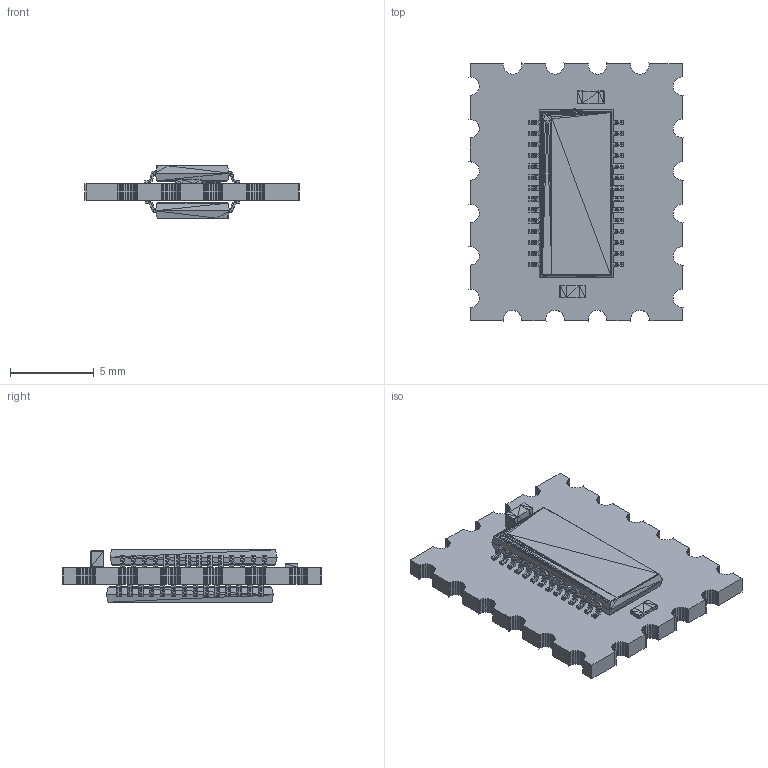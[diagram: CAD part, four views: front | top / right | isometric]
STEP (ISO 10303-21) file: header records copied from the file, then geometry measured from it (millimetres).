
FILE_DESCRIPTION(('for SolidWorks'),'2;1');
FILE_NAME('PCA9685.step','2014-08-23T16:36:26',('chris'),(''), 'Open CASCADE STEP processor 6.6','Diptrace','Unknown');
FILE_SCHEMA(('AUTOMOTIVE_DESIGN { 1 0 10303 214 1 1 1 1 }'));
Length unit declared in the file: millimetre
Products named in the file (5): PCB; Board; cap_0603; res_0603; tssop-28
Assembly tree (5 placements, depth 2):
  PCB
    Board
    cap_0603
    res_0603
    tssop-28  x2
Bounding box: 12.85 x 15.51 x 3.23 mm (x, y, z)
Volume: 184.8 mm3; surface area: 739.3 mm2
Topology: 1 solids, 61 shells, 3926 faces, 6540 edges, 2736 vertices
Faces by surface type: plane 3918, cylinder 8
Full cylindrical faces by diameter (mm): 0.33 x8
Entity records: 64255 total; most frequent: DIRECTION 8750, CARTESIAN_POINT 8290, ORIENTED_EDGE 8220, EDGE_CURVE 4110, LINE 4094, VECTOR 4094, AXIS2_PLACEMENT_3D 2328, FACE_BOUND 2322
